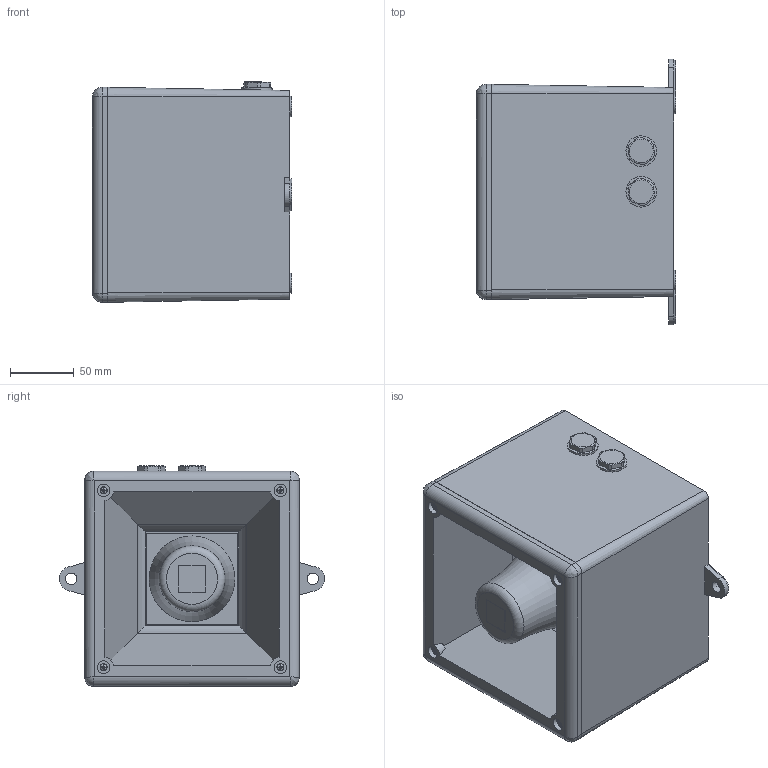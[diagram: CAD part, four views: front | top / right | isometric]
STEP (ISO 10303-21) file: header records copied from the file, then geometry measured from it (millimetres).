
FILE_DESCRIPTION (( 'STEP AP214' ), '1' );
FILE_NAME ('D221-05-001-3D_Issue_A.STEP', '2021-04-01T14:32:57', ( '' ), ( '' ), 'SwSTEP 2.0', 'SolidWorks 2020', '' );
FILE_SCHEMA (( 'AUTOMOTIVE_DESIGN' ));
Length unit declared in the file: millimetre
Products named in the file (6): D151-50-001-3D_Issue_A-Basic; D4703_Issue_A-Basic; SCSSPL6x35-Basic; D4702_Issue_A-Basic_SOUNDER ONLY; D4701_Issue_A -Basic; D221-05-001-3D_Issue_A
Assembly tree (9 placements, depth 2):
  D221-05-001-3D_Issue_A
    D4703_Issue_A-Basic
    D4701_Issue_A -Basic
    D4702_Issue_A-Basic_SOUNDER ONLY
    SCSSPL6x35-Basic  x4
    D151-50-001-3D_Issue_A-Basic  x2
Bounding box: 156.5 x 208.93 x 173.41 mm (x, y, z)
Volume: 1897235 mm3; surface area: 352288.5 mm2
Topology: 10 solids, 10 shells, 358 faces, 832 edges, 507 vertices
Faces by surface type: plane 181, cylinder 130, bspline 24, cone 19, torus 2, sphere 2
Full cylindrical faces by diameter (mm): 2.6 x4, 5 x4, 5.5 x4, 9 x4, 10 x4, 11 x2, 12 x2, 16 x2, 17.8 x2, 20.5 x1, 21 x1, 24 x2
Entity records: 6728 total; most frequent: CARTESIAN_POINT 1724, DIRECTION 976, ORIENTED_EDGE 916, EDGE_CURVE 458, AXIS2_PLACEMENT_3D 356, VERTEX_POINT 314, EDGE_LOOP 300, VECTOR 264
